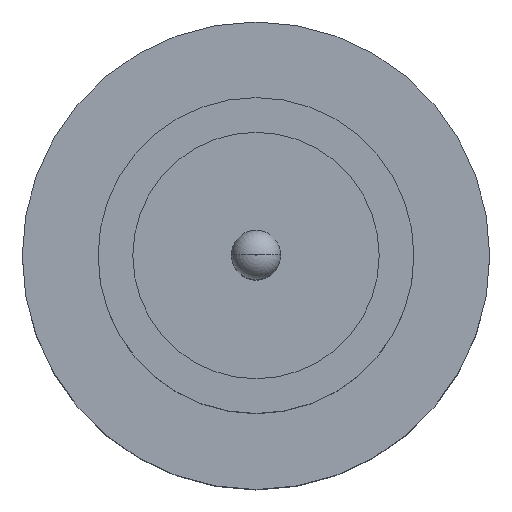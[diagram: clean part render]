
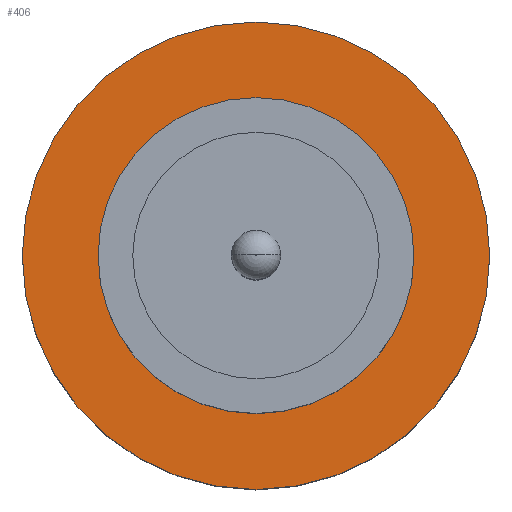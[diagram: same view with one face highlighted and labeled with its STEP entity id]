
A CAD part, top view. The second image highlights one B-rep face of the part: STEP entity #406.
In plain terms, the highlighted planar face has unit normal (0, 0, 1).
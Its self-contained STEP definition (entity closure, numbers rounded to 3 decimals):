
#23 = DIRECTION ( 'NONE',  ( 0., 0., 1. ) ) ;
#24 = CIRCLE ( 'NONE', #370, 1.85 ) ;
#32 = ORIENTED_EDGE ( 'NONE', *, *, #65, .T. ) ;
#38 = FACE_OUTER_BOUND ( 'NONE', #542, .T. ) ;
#44 = CARTESIAN_POINT ( 'NONE',  ( 1.85, 0., 1.55 ) ) ;
#46 = DIRECTION ( 'NONE',  ( 1., 0., 0. ) ) ;
#65 = EDGE_CURVE ( 'NONE', #300, #143, #141, .T. ) ;
#75 = CARTESIAN_POINT ( 'NONE',  ( 0., 0., 1.55 ) ) ;
#85 = PLANE ( 'NONE',  #114 ) ;
#90 = ORIENTED_EDGE ( 'NONE', *, *, #516, .F. ) ;
#114 = AXIS2_PLACEMENT_3D ( 'NONE', #451, #23, #155 ) ;
#121 = EDGE_CURVE ( 'NONE', #143, #300, #24, .T. ) ;
#129 = VERTEX_POINT ( 'NONE', #825 ) ;
#131 = AXIS2_PLACEMENT_3D ( 'NONE', #224, #232, #46 ) ;
#141 = CIRCLE ( 'NONE', #436, 1.85 ) ;
#143 = VERTEX_POINT ( 'NONE', #44 ) ;
#155 = DIRECTION ( 'NONE',  ( 1., 0., 0. ) ) ;
#224 = CARTESIAN_POINT ( 'NONE',  ( 0., 0., 1.55 ) ) ;
#232 = DIRECTION ( 'NONE',  ( 0., 0., 1. ) ) ;
#244 = CARTESIAN_POINT ( 'NONE',  ( 0., 0., 1.55 ) ) ;
#300 = VERTEX_POINT ( 'NONE', #711 ) ;
#325 = CIRCLE ( 'NONE', #715, 1.25 ) ;
#333 = FACE_BOUND ( 'NONE', #871, .T. ) ;
#363 = DIRECTION ( 'NONE',  ( 0., 0., 1. ) ) ;
#370 = AXIS2_PLACEMENT_3D ( 'NONE', #244, #754, #881 ) ;
#382 = DIRECTION ( 'NONE',  ( 1., 0., 0. ) ) ;
#383 = CARTESIAN_POINT ( 'NONE',  ( 1.25, 0., 1.55 ) ) ;
#406 = ADVANCED_FACE ( 'NONE', ( #333, #38 ), #85, .T. ) ;
#436 = AXIS2_PLACEMENT_3D ( 'NONE', #683, #806, #382 ) ;
#451 = CARTESIAN_POINT ( 'NONE',  ( 0., 0., 1.55 ) ) ;
#481 = VERTEX_POINT ( 'NONE', #383 ) ;
#516 = EDGE_CURVE ( 'NONE', #481, #129, #792, .T. ) ;
#542 = EDGE_LOOP ( 'NONE', ( #32, #811 ) ) ;
#683 = CARTESIAN_POINT ( 'NONE',  ( 0., 0., 1.55 ) ) ;
#711 = CARTESIAN_POINT ( 'NONE',  ( -1.85, 0., 1.55 ) ) ;
#715 = AXIS2_PLACEMENT_3D ( 'NONE', #75, #363, #855 ) ;
#754 = DIRECTION ( 'NONE',  ( 0., 0., 1. ) ) ;
#767 = EDGE_CURVE ( 'NONE', #129, #481, #325, .T. ) ;
#792 = CIRCLE ( 'NONE', #131, 1.25 ) ;
#806 = DIRECTION ( 'NONE',  ( 0., 0., 1. ) ) ;
#811 = ORIENTED_EDGE ( 'NONE', *, *, #121, .T. ) ;
#825 = CARTESIAN_POINT ( 'NONE',  ( -1.25, 0., 1.55 ) ) ;
#847 = ORIENTED_EDGE ( 'NONE', *, *, #767, .F. ) ;
#855 = DIRECTION ( 'NONE',  ( 1., 0., 0. ) ) ;
#871 = EDGE_LOOP ( 'NONE', ( #90, #847 ) ) ;
#881 = DIRECTION ( 'NONE',  ( 1., 0., 0. ) ) ;
